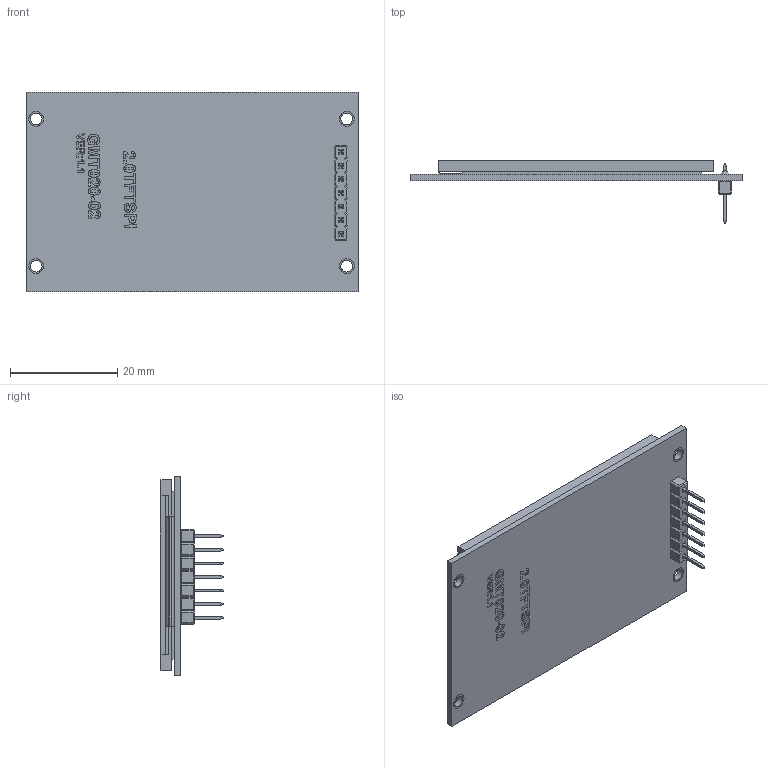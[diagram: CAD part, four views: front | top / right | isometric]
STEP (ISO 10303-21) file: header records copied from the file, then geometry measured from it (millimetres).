
FILE_DESCRIPTION(/* description */ (''),/* implementation_level */ '2;1');
FILE_NAME(/* name */ '2.0 240x320 RGB TFT GMT020-02 v1.1.step',/* time_stamp */ '2024-02-13T11:50:33+13:00',/* author */ (''),/* organization */ (''),/* preprocessor_version */ 'ST-DEVELOPER v20',/* originating_system */ 'Autodesk Translation Framework v12.20.1.177',/* authorisation */ '');
FILE_SCHEMA (('AUTOMOTIVE_DESIGN { 1 0 10303 214 3 1 1 }'));
Length unit declared in the file: millimetre
Products named in the file (1): 2.0 240x320 RGB TFT GMT020-02 v1.1
Bounding box: 62 x 11.8 x 37.3 mm (x, y, z)
Volume: 7109.7 mm3; surface area: 19567.7 mm2
Topology: 26 solids, 26 shells, 837 faces, 2059 edges, 1306 vertices
Faces by surface type: plane 595, bspline 212, cylinder 23, cone 7
Full cylindrical faces by diameter (mm): 1.8 x7, 2.2 x4, 2.8 x8
Entity records: 26255 total; most frequent: CARTESIAN_POINT 7807, ORIENTED_EDGE 4118, DIRECTION 2947, EDGE_CURVE 2059, LINE 1575, VECTOR 1575, VERTEX_POINT 1306, EDGE_LOOP 913
